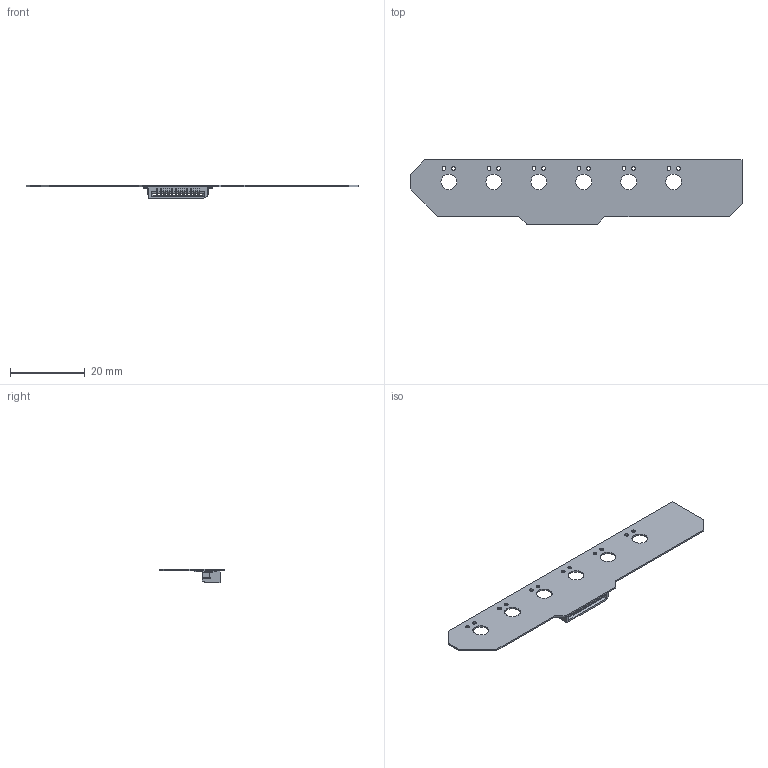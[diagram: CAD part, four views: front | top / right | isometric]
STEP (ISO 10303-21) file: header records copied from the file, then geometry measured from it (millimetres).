
FILE_DESCRIPTION(('Open CASCADE Model'),'2;1');
FILE_NAME('Open CASCADE Shape Model','2025-11-09T05:44:04',('Author'),( 'Open CASCADE'),'Open CASCADE STEP processor 7.5','Open CASCADE 7.5' ,'Unknown');
FILE_SCHEMA(('AUTOMOTIVE_DESIGN { 1 0 10303 214 1 1 1 1 }'));
Length unit declared in the file: millimetre
Products named in the file (7): PCB; Board; Open CASCADE STEP translator 7.5 2.1.1; J0; 0528521270; Open CASCADE STEP translator 7.5 2.2.1.1; Open CASCADE STEP translator 7.5 2.2.1.2
Assembly tree (6 placements, depth 4):
  PCB
    Board
      Open CASCADE STEP translator 7.5 2.1.1
    J0
      0528521270
        Open CASCADE STEP translator 7.5 2.2.1.1
        Open CASCADE STEP translator 7.5 2.2.1.2
Bounding box: 88.6 x 17.2 x 3.51 mm (x, y, z)
Volume: 672 mm3; surface area: 3233.9 mm2
Topology: 2 solids, 2 shells, 841 faces, 2662 edges, 1832 vertices
Faces by surface type: plane 702, cylinder 139
Full cylindrical faces by diameter (mm): 1.02 x12, 4.2 x6
Entity records: 29316 total; most frequent: CARTESIAN_POINT 5356, ORIENTED_EDGE 5212, DIRECTION 4632, EDGE_CURVE 2606, LINE 2384, VECTOR 2384, VERTEX_POINT 1720, AXIS2_PLACEMENT_3D 1124
